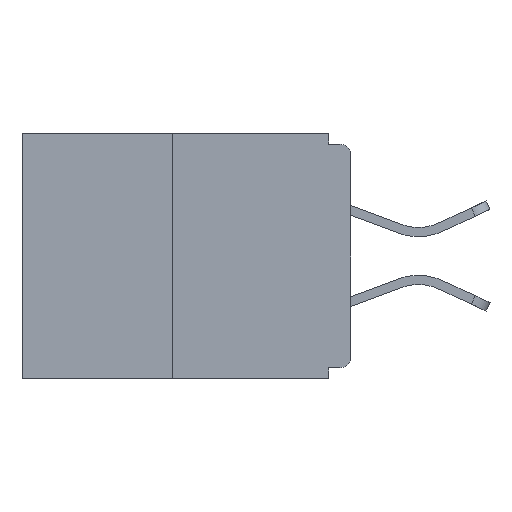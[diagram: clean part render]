
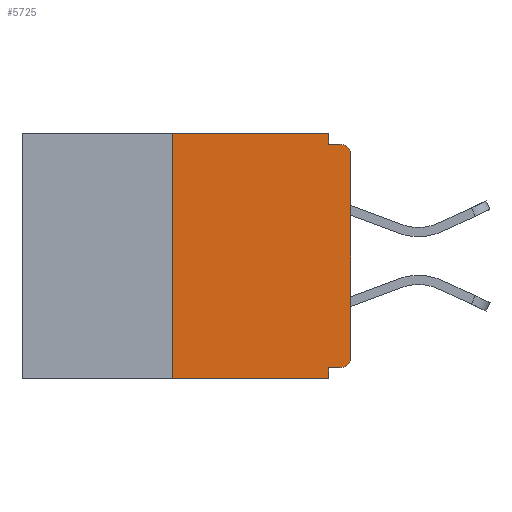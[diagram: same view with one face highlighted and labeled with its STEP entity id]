
A CAD part, left-side view. The second image highlights one B-rep face of the part: STEP entity #5725.
In plain terms, the highlighted planar face has unit normal (-1, 0, 0).
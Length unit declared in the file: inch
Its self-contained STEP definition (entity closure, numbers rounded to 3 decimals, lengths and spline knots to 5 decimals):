
#111 = LINE ( 'NONE', #3378, #11686 ) ;
#246 = DIRECTION ( 'NONE',  ( -1., 0., 0. ) ) ;
#338 = VERTEX_POINT ( 'NONE', #983 ) ;
#635 = VECTOR ( 'NONE', #9116, 39.37008 ) ;
#644 = ORIENTED_EDGE ( 'NONE', *, *, #14551, .F. ) ;
#820 = VECTOR ( 'NONE', #16685, 39.37008 ) ;
#983 = CARTESIAN_POINT ( 'NONE',  ( 0., 0., -0.313 ) ) ;
#1022 = CARTESIAN_POINT ( 'NONE',  ( 0., 0.25, -0.343 ) ) ;
#1044 = CARTESIAN_POINT ( 'NONE',  ( 0., 0.031, -0.015 ) ) ;
#1188 = DIRECTION ( 'NONE',  ( 0., 0., -1. ) ) ;
#1360 = LINE ( 'NONE', #6879, #12128 ) ;
#1366 = ORIENTED_EDGE ( 'NONE', *, *, #3688, .F. ) ;
#1428 = DIRECTION ( 'NONE',  ( 0., 1., 0. ) ) ;
#2639 = CARTESIAN_POINT ( 'NONE',  ( 0., 0.46, 0. ) ) ;
#2667 = AXIS2_PLACEMENT_3D ( 'NONE', #14957, #13810, #1188 ) ;
#2745 = ORIENTED_EDGE ( 'NONE', *, *, #6911, .F. ) ;
#3041 = VECTOR ( 'NONE', #17722, 39.37008 ) ;
#3194 = VERTEX_POINT ( 'NONE', #4281 ) ;
#3209 = CARTESIAN_POINT ( 'NONE',  ( 0., 0.031, -0.328 ) ) ;
#3378 = CARTESIAN_POINT ( 'NONE',  ( 0., 0.25, 0. ) ) ;
#3485 = EDGE_CURVE ( 'NONE', #14147, #17246, #111, .T. ) ;
#3564 = DIRECTION ( 'NONE',  ( 0., 0., 1. ) ) ;
#3688 = EDGE_CURVE ( 'NONE', #17246, #3194, #1360, .T. ) ;
#3998 = VERTEX_POINT ( 'NONE', #15683 ) ;
#4281 = CARTESIAN_POINT ( 'NONE',  ( 0., 0.031, 0. ) ) ;
#4286 = DIRECTION ( 'NONE',  ( 0., 0., 1. ) ) ;
#4436 = ORIENTED_EDGE ( 'NONE', *, *, #5662, .T. ) ;
#4731 = AXIS2_PLACEMENT_3D ( 'NONE', #2639, #10838, #15268 ) ;
#4794 = EDGE_CURVE ( 'NONE', #14361, #338, #13812, .T. ) ;
#4978 = CARTESIAN_POINT ( 'NONE',  ( 0., 0.031, -0.343 ) ) ;
#5662 = EDGE_CURVE ( 'NONE', #14147, #9955, #13130, .T. ) ;
#5717 = ORIENTED_EDGE ( 'NONE', *, *, #6420, .T. ) ;
#5725 = ADVANCED_FACE ( 'NONE', ( #6559 ), #8128, .F. ) ;
#5987 = CARTESIAN_POINT ( 'NONE',  ( 0., 0.015, -0.328 ) ) ;
#6393 = DIRECTION ( 'NONE',  ( 0., -1., 0. ) ) ;
#6420 = EDGE_CURVE ( 'NONE', #338, #3998, #16413, .T. ) ;
#6559 = FACE_OUTER_BOUND ( 'NONE', #7718, .T. ) ;
#6581 = ORIENTED_EDGE ( 'NONE', *, *, #9121, .T. ) ;
#6879 = CARTESIAN_POINT ( 'NONE',  ( 0., 0.46, 0. ) ) ;
#6911 = EDGE_CURVE ( 'NONE', #12411, #9506, #12661, .T. ) ;
#7475 = VECTOR ( 'NONE', #1428, 39.37008 ) ;
#7718 = EDGE_LOOP ( 'NONE', ( #1366, #13402, #4436, #11250, #644, #7738, #5717, #6581, #2745, #15559 ) ) ;
#7738 = ORIENTED_EDGE ( 'NONE', *, *, #4794, .T. ) ;
#8128 = PLANE ( 'NONE',  #4731 ) ;
#8241 = CARTESIAN_POINT ( 'NONE',  ( 0., 0., 0. ) ) ;
#8982 = VECTOR ( 'NONE', #4286, 39.37008 ) ;
#9116 = DIRECTION ( 'NONE',  ( 0., -1., 0. ) ) ;
#9121 = EDGE_CURVE ( 'NONE', #3998, #9506, #14775, .T. ) ;
#9506 = VERTEX_POINT ( 'NONE', #17877 ) ;
#9955 = VERTEX_POINT ( 'NONE', #4978 ) ;
#10334 = LINE ( 'NONE', #16744, #7475 ) ;
#10838 = DIRECTION ( 'NONE',  ( 1., 0., 0. ) ) ;
#10969 = AXIS2_PLACEMENT_3D ( 'NONE', #13073, #246, #11507 ) ;
#11181 = DIRECTION ( 'NONE',  ( 0., -1., 0. ) ) ;
#11250 = ORIENTED_EDGE ( 'NONE', *, *, #17049, .F. ) ;
#11507 = DIRECTION ( 'NONE',  ( 0., 0., -1. ) ) ;
#11686 = VECTOR ( 'NONE', #3564, 39.37008 ) ;
#12009 = CARTESIAN_POINT ( 'NONE',  ( 0., 0.031, 0. ) ) ;
#12128 = VECTOR ( 'NONE', #11181, 39.37008 ) ;
#12411 = VERTEX_POINT ( 'NONE', #1044 ) ;
#12661 = LINE ( 'NONE', #17528, #17244 ) ;
#13073 = CARTESIAN_POINT ( 'NONE',  ( 0., 0.015, -0.03 ) ) ;
#13087 = LINE ( 'NONE', #17892, #820 ) ;
#13130 = LINE ( 'NONE', #14770, #635 ) ;
#13402 = ORIENTED_EDGE ( 'NONE', *, *, #3485, .F. ) ;
#13488 = VERTEX_POINT ( 'NONE', #3209 ) ;
#13810 = DIRECTION ( 'NONE',  ( -1., 0., 0. ) ) ;
#13812 = CIRCLE ( 'NONE', #2667, 0.015 ) ;
#14147 = VERTEX_POINT ( 'NONE', #1022 ) ;
#14361 = VERTEX_POINT ( 'NONE', #5987 ) ;
#14551 = EDGE_CURVE ( 'NONE', #14361, #13488, #10334, .T. ) ;
#14770 = CARTESIAN_POINT ( 'NONE',  ( 0., 0.46, -0.343 ) ) ;
#14775 = CIRCLE ( 'NONE', #10969, 0.015 ) ;
#14957 = CARTESIAN_POINT ( 'NONE',  ( 0., 0.015, -0.313 ) ) ;
#15268 = DIRECTION ( 'NONE',  ( 0., 0., -1. ) ) ;
#15559 = ORIENTED_EDGE ( 'NONE', *, *, #16106, .F. ) ;
#15683 = CARTESIAN_POINT ( 'NONE',  ( 0., 0., -0.03 ) ) ;
#15699 = CARTESIAN_POINT ( 'NONE',  ( 0., 0.25, 0. ) ) ;
#15759 = LINE ( 'NONE', #12009, #3041 ) ;
#16106 = EDGE_CURVE ( 'NONE', #3194, #12411, #15759, .T. ) ;
#16413 = LINE ( 'NONE', #8241, #8982 ) ;
#16685 = DIRECTION ( 'NONE',  ( 0., 0., -1. ) ) ;
#16744 = CARTESIAN_POINT ( 'NONE',  ( 0., 0., -0.328 ) ) ;
#17049 = EDGE_CURVE ( 'NONE', #13488, #9955, #13087, .T. ) ;
#17244 = VECTOR ( 'NONE', #6393, 39.37008 ) ;
#17246 = VERTEX_POINT ( 'NONE', #15699 ) ;
#17528 = CARTESIAN_POINT ( 'NONE',  ( 0., 0., -0.015 ) ) ;
#17722 = DIRECTION ( 'NONE',  ( 0., 0., -1. ) ) ;
#17877 = CARTESIAN_POINT ( 'NONE',  ( 0., 0.015, -0.015 ) ) ;
#17892 = CARTESIAN_POINT ( 'NONE',  ( 0., 0.031, -0.343 ) ) ;
